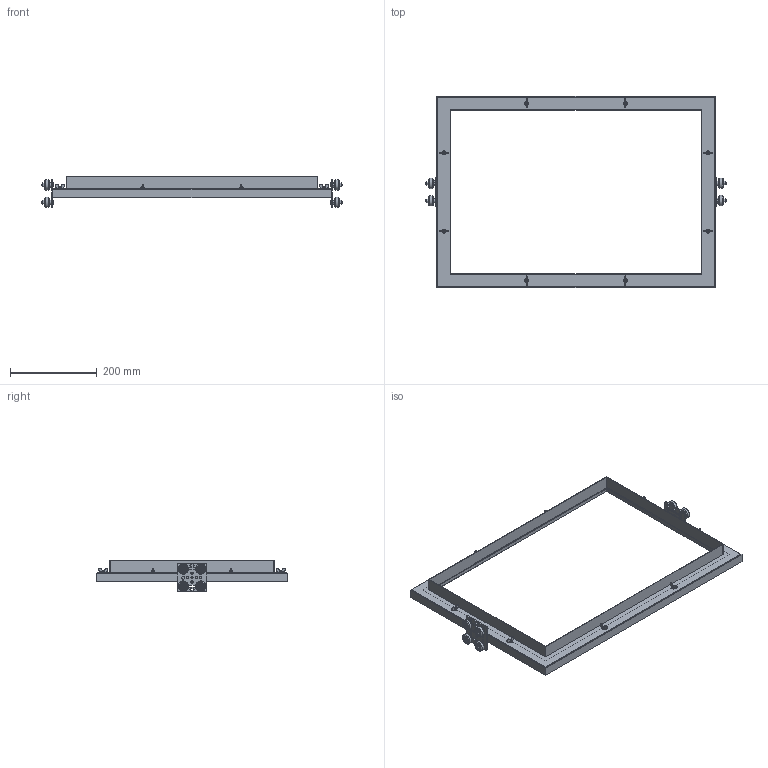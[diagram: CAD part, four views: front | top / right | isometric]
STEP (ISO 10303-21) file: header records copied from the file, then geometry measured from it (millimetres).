
FILE_DESCRIPTION(/* description */ ('','CAx-IF Rec.Pracs.---Representation and Presentation of Product Manufacturing Information (PMI)---4.0---2014-10-13'),/* implementation_level */ '2;1');
FILE_NAME(/* name */ 'Vacuum Former V5 v1.step',/* time_stamp */ '2025-01-09T11:56:05+11:00',/* author */ (''),/* organization */ (''),/* preprocessor_version */ 'ST-DEVELOPER v20',/* originating_system */ 'Autodesk Translation Framework v13.20.0.188',/* authorisation */ '');
FILE_SCHEMA (('AP242_MANAGED_MODEL_BASED_3D_ENGINEERING_MIM_LF { 1 0 10303 442 1 1 4 }'));
Length unit declared in the file: millimetre
Products named in the file (13): Vacuum Former V5; V-Slot Gantry Kit - 20mm; V-Slot Gantry Kit - 20mm_1; V-Slot Gantry Plate 20mm; Eccentric Spacer 6mm v1; Low Profile Screw M5 v1; Nylon Insert Lock Nut M5; Aluminum Spacer 6mm; Precision Shim 8 x 5 x 1; Ball Bearing 5 x 16 x 5; Xtreme Solid V Wheel; WING NUT M4 x 0.7mm Thread; WING NUT M4 x 0.7mm Thread_1
Assembly tree (68 placements, depth 3):
  Vacuum Former V5
    V-Slot Gantry Kit - 20mm
      V-Slot Gantry Plate 20mm
      Low Profile Screw M5 v1  x4
      Nylon Insert Lock Nut M5  x4
      Aluminum Spacer 6mm  x2
      Eccentric Spacer 6mm v1  x2
      Ball Bearing 5 x 16 x 5  x8
      Precision Shim 8 x 5 x 1  x4
      Xtreme Solid V Wheel  x4
    V-Slot Gantry Kit - 20mm_1
      V-Slot Gantry Plate 20mm
      Low Profile Screw M5 v1  x4
      Nylon Insert Lock Nut M5  x4
      Aluminum Spacer 6mm  x2
      Eccentric Spacer 6mm v1  x2
      Ball Bearing 5 x 16 x 5  x8
      Precision Shim 8 x 5 x 1  x4
      Xtreme Solid V Wheel  x4
    WING NUT M4 x 0.7mm Thread  x4
    WING NUT M4 x 0.7mm Thread_1  x4
Bounding box: 690.98 x 440 x 72.75 mm (x, y, z)
Volume: 1154669.3 mm3; surface area: 595517.5 mm2
Topology: 73 solids, 73 shells, 1534 faces, 3498 edges, 2228 vertices
Faces by surface type: plane 568, cylinder 502, cone 256, torus 128, bspline 80
Full cylindrical faces by diameter (mm): 3.091 x24, 4 x40, 4.25 x8, 5 x44, 5.1 x28, 5.3 x8, 7.11 x4, 7.2 x6, 8 x8, 8.6 x32, 10 x4, 13.6 x32, 14 x8, 16 x32, 23.9 x8
Entity records: 15143 total; most frequent: CARTESIAN_POINT 5048, DIRECTION 2039, ORIENTED_EDGE 1956, EDGE_CURVE 978, AXIS2_PLACEMENT_3D 772, VERTEX_POINT 631, LINE 495, VECTOR 495
